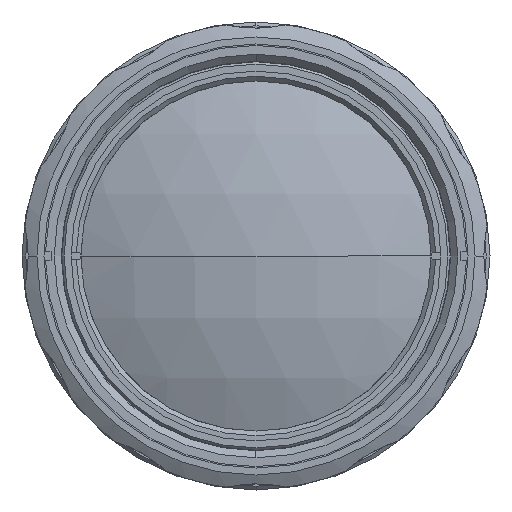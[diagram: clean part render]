
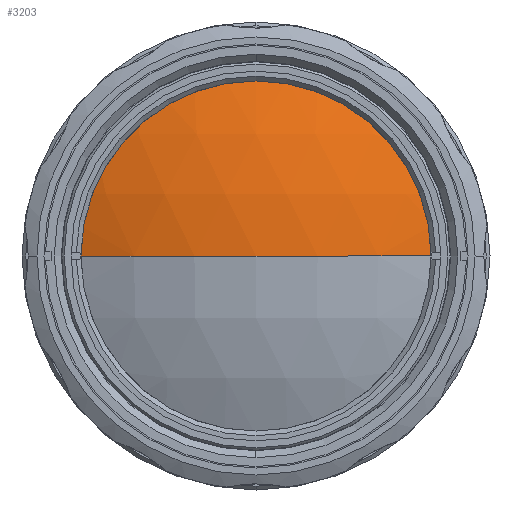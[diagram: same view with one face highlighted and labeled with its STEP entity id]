
A CAD part, left-side view. The second image highlights one B-rep face of the part: STEP entity #3203.
In plain terms, the highlighted spherical face has radius 97.3 mm.
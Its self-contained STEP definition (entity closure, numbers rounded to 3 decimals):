
#30 = EDGE_CURVE ( 'NONE', #4518, #7524, #1282, .T. ) ;
#249 = VERTEX_POINT ( 'NONE', #3392 ) ;
#344 = EDGE_CURVE ( 'NONE', #249, #7524, #2710, .T. ) ;
#500 = ORIENTED_EDGE ( 'NONE', *, *, #6903, .F. ) ;
#692 = CARTESIAN_POINT ( 'NONE',  ( -105.223, -38.5, 0. ) ) ;
#877 = SPHERICAL_SURFACE ( 'NONE', #6403, 97.3 ) ;
#1069 = DIRECTION ( 'NONE',  ( 0., -1., 0. ) ) ;
#1282 = CIRCLE ( 'NONE', #4503, 38.5 ) ;
#1289 = AXIS2_PLACEMENT_3D ( 'NONE', #7170, #5937, #1069 ) ;
#1327 = DIRECTION ( 'NONE',  ( 0., 1., 0. ) ) ;
#1436 = CARTESIAN_POINT ( 'NONE',  ( -15.864, 0., 0. ) ) ;
#1533 = DIRECTION ( 'NONE',  ( 0., 0., -1. ) ) ;
#1628 = AXIS2_PLACEMENT_3D ( 'NONE', #1436, #1533, #4663 ) ;
#1695 = ORIENTED_EDGE ( 'NONE', *, *, #30, .F. ) ;
#2553 = DIRECTION ( 'NONE',  ( 0., 0., -1. ) ) ;
#2710 = CIRCLE ( 'NONE', #1289, 97.3 ) ;
#3203 = ADVANCED_FACE ( 'NONE', ( #7229 ), #877, .T. ) ;
#3392 = CARTESIAN_POINT ( 'NONE',  ( -113.164, 0., 0. ) ) ;
#4252 = CARTESIAN_POINT ( 'NONE',  ( -15.864, 0., 0. ) ) ;
#4360 = EDGE_LOOP ( 'NONE', ( #500, #7633, #1695 ) ) ;
#4503 = AXIS2_PLACEMENT_3D ( 'NONE', #5582, #7823, #2553 ) ;
#4518 = VERTEX_POINT ( 'NONE', #7484 ) ;
#4663 = DIRECTION ( 'NONE',  ( -1., 0., 0. ) ) ;
#4854 = CIRCLE ( 'NONE', #1628, 97.3 ) ;
#5582 = CARTESIAN_POINT ( 'NONE',  ( -105.223, 0., 0. ) ) ;
#5937 = DIRECTION ( 'NONE',  ( 0., 0., 1. ) ) ;
#6403 = AXIS2_PLACEMENT_3D ( 'NONE', #4252, #7576, #1327 ) ;
#6903 = EDGE_CURVE ( 'NONE', #249, #4518, #4854, .T. ) ;
#7170 = CARTESIAN_POINT ( 'NONE',  ( -15.864, 0., 0. ) ) ;
#7229 = FACE_OUTER_BOUND ( 'NONE', #4360, .T. ) ;
#7484 = CARTESIAN_POINT ( 'NONE',  ( -105.223, 38.5, 0. ) ) ;
#7524 = VERTEX_POINT ( 'NONE', #692 ) ;
#7576 = DIRECTION ( 'NONE',  ( 0., 0., 1. ) ) ;
#7633 = ORIENTED_EDGE ( 'NONE', *, *, #344, .T. ) ;
#7823 = DIRECTION ( 'NONE',  ( 1., 0., 0. ) ) ;
